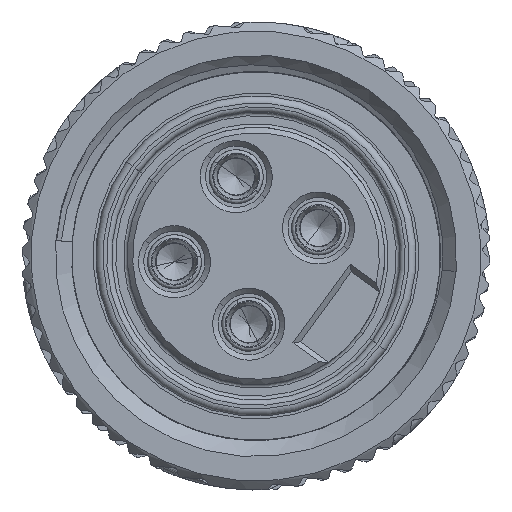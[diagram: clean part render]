
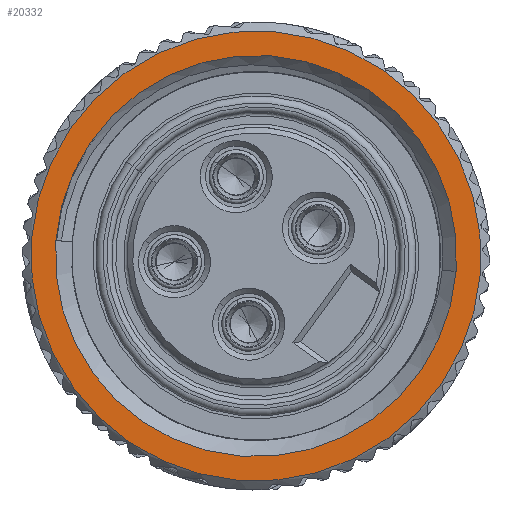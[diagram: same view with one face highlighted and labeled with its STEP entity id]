
A CAD part, left-side view. The second image highlights one B-rep face of the part: STEP entity #20332.
In plain terms, the highlighted planar face has unit normal (-1, 0, 0).
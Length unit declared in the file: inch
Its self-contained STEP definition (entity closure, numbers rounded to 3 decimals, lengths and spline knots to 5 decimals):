
#200 = DIRECTION ( 'NONE',  ( -1., 0., 0. ) ) ;
#221 = ORIENTED_EDGE ( 'NONE', *, *, #10484, .T. ) ;
#327 = CIRCLE ( 'NONE', #14595, 0.43894 ) ;
#445 = ORIENTED_EDGE ( 'NONE', *, *, #13943, .T. ) ;
#814 = AXIS2_PLACEMENT_3D ( 'NONE', #32281, #200, #14061 ) ;
#895 = CARTESIAN_POINT ( 'NONE',  ( 0.66535, 0.49068, 0.03769 ) ) ;
#1251 = CARTESIAN_POINT ( 'NONE',  ( 0.66535, 0., 0. ) ) ;
#1312 = VERTEX_POINT ( 'NONE', #14626 ) ;
#4253 = CARTESIAN_POINT ( 'NONE',  ( 0.66535, 0., 0. ) ) ;
#5523 = FACE_BOUND ( 'NONE', #19830, .T. ) ;
#7127 = CARTESIAN_POINT ( 'NONE',  ( 0.66535, 0.43765, 0.03362 ) ) ;
#7650 = CIRCLE ( 'NONE', #31874, 0.43894 ) ;
#9000 = CARTESIAN_POINT ( 'NONE',  ( 0.66535, 0., 0. ) ) ;
#10484 = EDGE_CURVE ( 'NONE', #39068, #18146, #34337, .T. ) ;
#10679 = EDGE_LOOP ( 'NONE', ( #445, #221 ) ) ;
#12464 = DIRECTION ( 'NONE',  ( -1., 0., 0. ) ) ;
#12871 = PLANE ( 'NONE',  #17998 ) ;
#13943 = EDGE_CURVE ( 'NONE', #18146, #39068, #17482, .T. ) ;
#14061 = DIRECTION ( 'NONE',  ( 0., -0.997, -0.077 ) ) ;
#14595 = AXIS2_PLACEMENT_3D ( 'NONE', #1251, #17783, #31388 ) ;
#14626 = CARTESIAN_POINT ( 'NONE',  ( 0.66535, -0.43765, -0.03362 ) ) ;
#17482 = CIRCLE ( 'NONE', #23204, 0.49213 ) ;
#17783 = DIRECTION ( 'NONE',  ( 1., 0., 0. ) ) ;
#17792 = CARTESIAN_POINT ( 'NONE',  ( 0.66535, -0.49068, -0.03769 ) ) ;
#17998 = AXIS2_PLACEMENT_3D ( 'NONE', #43261, #12464, #18920 ) ;
#18146 = VERTEX_POINT ( 'NONE', #17792 ) ;
#18920 = DIRECTION ( 'NONE',  ( 0., 0., 1. ) ) ;
#19830 = EDGE_LOOP ( 'NONE', ( #39510, #38798 ) ) ;
#20332 = ADVANCED_FACE ( 'NONE', ( #5523, #25849 ), #12871, .T. ) ;
#21002 = DIRECTION ( 'NONE',  ( 1., 0., 0. ) ) ;
#22609 = DIRECTION ( 'NONE',  ( 0., -0.997, -0.077 ) ) ;
#23204 = AXIS2_PLACEMENT_3D ( 'NONE', #9000, #33327, #22609 ) ;
#25849 = FACE_OUTER_BOUND ( 'NONE', #10679, .T. ) ;
#31388 = DIRECTION ( 'NONE',  ( 0., -0.997, -0.077 ) ) ;
#31481 = DIRECTION ( 'NONE',  ( 0., -0.997, -0.077 ) ) ;
#31874 = AXIS2_PLACEMENT_3D ( 'NONE', #4253, #21002, #31481 ) ;
#32281 = CARTESIAN_POINT ( 'NONE',  ( 0.66535, 0., 0. ) ) ;
#33327 = DIRECTION ( 'NONE',  ( -1., 0., 0. ) ) ;
#34337 = CIRCLE ( 'NONE', #814, 0.49213 ) ;
#35386 = EDGE_CURVE ( 'NONE', #39036, #1312, #7650, .T. ) ;
#38798 = ORIENTED_EDGE ( 'NONE', *, *, #41091, .T. ) ;
#39036 = VERTEX_POINT ( 'NONE', #7127 ) ;
#39068 = VERTEX_POINT ( 'NONE', #895 ) ;
#39510 = ORIENTED_EDGE ( 'NONE', *, *, #35386, .T. ) ;
#41091 = EDGE_CURVE ( 'NONE', #1312, #39036, #327, .T. ) ;
#43261 = CARTESIAN_POINT ( 'NONE',  ( 0.66535, 0., 0. ) ) ;
